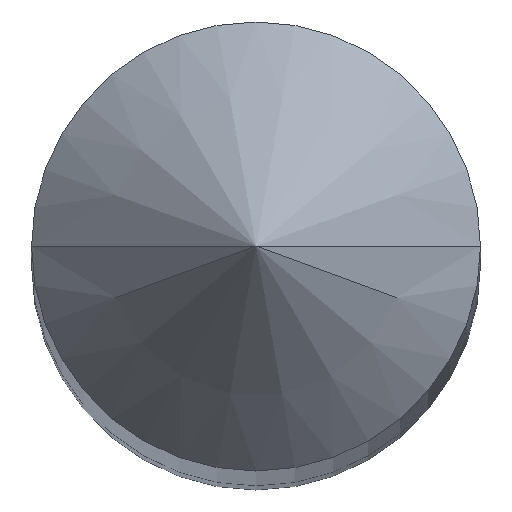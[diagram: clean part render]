
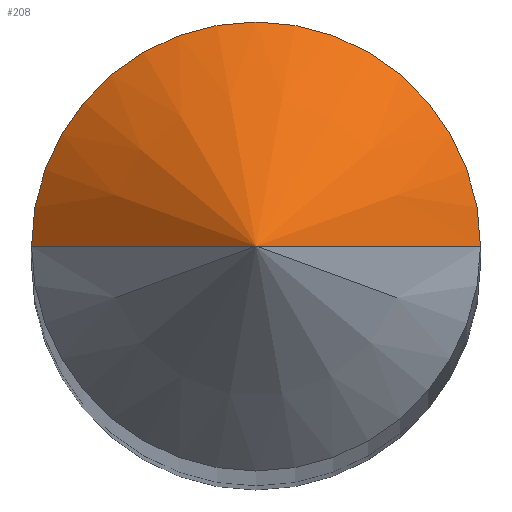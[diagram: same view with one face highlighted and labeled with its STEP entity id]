
A CAD part, top view. The second image highlights one B-rep face of the part: STEP entity #208.
In plain terms, the highlighted conical face has half-angle 45 degrees and reference radius 0.599 mm.
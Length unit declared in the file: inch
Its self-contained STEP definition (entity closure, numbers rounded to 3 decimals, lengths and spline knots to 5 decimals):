
#5 = LINE ( 'NONE', #231, #283 ) ;
#19 = CONICAL_SURFACE ( 'NONE', #203, 0.0236, 0.785 ) ;
#36 = CARTESIAN_POINT ( 'NONE',  ( 0., 0., -0.03125 ) ) ;
#43 = CIRCLE ( 'NONE', #247, 0.0236 ) ;
#53 = DIRECTION ( 'NONE',  ( 1., 0., 0. ) ) ;
#57 = EDGE_CURVE ( 'NONE', #349, #145, #43, .T. ) ;
#65 = DIRECTION ( 'NONE',  ( -0.707, 0., -0.707 ) ) ;
#66 = CARTESIAN_POINT ( 'NONE',  ( -0.0236, 0., -0.03125 ) ) ;
#77 = CARTESIAN_POINT ( 'NONE',  ( 0., 0., -0.03125 ) ) ;
#86 = DIRECTION ( 'NONE',  ( 0.707, 0., -0.707 ) ) ;
#90 = DIRECTION ( 'NONE',  ( -1., 0., 0. ) ) ;
#95 = CARTESIAN_POINT ( 'NONE',  ( 0., 0., -0.00765 ) ) ;
#120 = EDGE_LOOP ( 'NONE', ( #355, #237, #163 ) ) ;
#145 = VERTEX_POINT ( 'NONE', #315 ) ;
#163 = ORIENTED_EDGE ( 'NONE', *, *, #57, .T. ) ;
#188 = EDGE_CURVE ( 'NONE', #251, #349, #5, .T. ) ;
#203 = AXIS2_PLACEMENT_3D ( 'NONE', #36, #343, #90 ) ;
#208 = ADVANCED_FACE ( 'NONE', ( #339 ), #19, .T. ) ;
#210 = LINE ( 'NONE', #66, #254 ) ;
#231 = CARTESIAN_POINT ( 'NONE',  ( 0.0236, 0., -0.03125 ) ) ;
#237 = ORIENTED_EDGE ( 'NONE', *, *, #188, .T. ) ;
#247 = AXIS2_PLACEMENT_3D ( 'NONE', #77, #302, #53 ) ;
#251 = VERTEX_POINT ( 'NONE', #95 ) ;
#254 = VECTOR ( 'NONE', #65, 39.37008 ) ;
#283 = VECTOR ( 'NONE', #86, 39.37008 ) ;
#302 = DIRECTION ( 'NONE',  ( 0., 0., 1. ) ) ;
#315 = CARTESIAN_POINT ( 'NONE',  ( -0.0236, 0., -0.03125 ) ) ;
#329 = CARTESIAN_POINT ( 'NONE',  ( 0.0236, 0., -0.03125 ) ) ;
#339 = FACE_OUTER_BOUND ( 'NONE', #120, .T. ) ;
#343 = DIRECTION ( 'NONE',  ( 0., 0., -1. ) ) ;
#349 = VERTEX_POINT ( 'NONE', #329 ) ;
#355 = ORIENTED_EDGE ( 'NONE', *, *, #361, .F. ) ;
#361 = EDGE_CURVE ( 'NONE', #251, #145, #210, .T. ) ;
